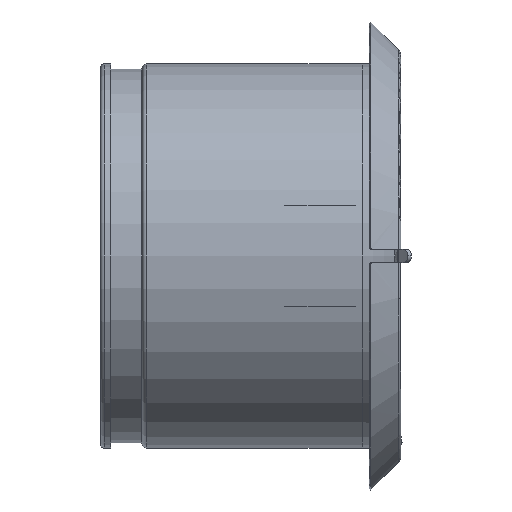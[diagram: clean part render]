
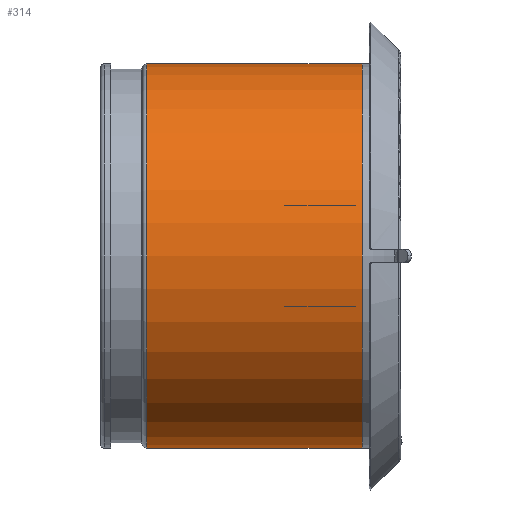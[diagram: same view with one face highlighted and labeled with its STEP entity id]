
A CAD part, left-side view. The second image highlights one B-rep face of the part: STEP entity #314.
In plain terms, the highlighted cylindrical face has radius 73.5 mm (diameter 147 mm), a partial arc.
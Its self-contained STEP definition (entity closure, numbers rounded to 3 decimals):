
#314=ADVANCED_FACE('',(#850),#851,.T.);
#850=FACE_OUTER_BOUND('',#1421,.T.);
#851=CYLINDRICAL_SURFACE('',#1422,73.5);
#1421=EDGE_LOOP('',(#4019,#4020,#4021,#4022));
#1422=AXIS2_PLACEMENT_3D('',#4023,#4024,#4025);
#4019=ORIENTED_EDGE('',*,*,#5067,.F.);
#4020=ORIENTED_EDGE('',*,*,#5069,.T.);
#4021=ORIENTED_EDGE('',*,*,#5068,.T.);
#4022=ORIENTED_EDGE('',*,*,#5106,.F.);
#4023=CARTESIAN_POINT('',(-60.0,212.095,-0.699));
#4024=DIRECTION('',(0.0,1.0,0.0));
#4025=DIRECTION('',(0.0,0.0,1.0));
#5067=EDGE_CURVE('',#6514,#6506,#6516,.T.);
#5068=EDGE_CURVE('',#6513,#6505,#6517,.T.);
#5069=EDGE_CURVE('',#6514,#6513,#6518,.T.);
#5106=EDGE_CURVE('',#6506,#6505,#6577,.T.);
#6505=VERTEX_POINT('',#8506);
#6506=VERTEX_POINT('',#8507);
#6513=VERTEX_POINT('',#8514);
#6514=VERTEX_POINT('',#8515);
#6516=LINE('',#8517,#8518);
#6517=LINE('',#8519,#8520);
#6518=CIRCLE('',#8521,73.5);
#6577=CIRCLE('',#8655,73.5);
#8506=CARTESIAN_POINT('',(-60.0,195.565,72.801));
#8507=CARTESIAN_POINT('',(-60.0,195.565,-74.199));
#8514=CARTESIAN_POINT('',(-60.0,113.265,72.801));
#8515=CARTESIAN_POINT('',(-60.0,113.265,-74.199));
#8517=CARTESIAN_POINT('',(-60.0,212.095,-74.199));
#8518=VECTOR('',#10293,1000.0);
#8519=CARTESIAN_POINT('',(-60.0,212.095,72.801));
#8520=VECTOR('',#10294,1000.0);
#8521=AXIS2_PLACEMENT_3D('',#10295,#10296,#10297);
#8655=AXIS2_PLACEMENT_3D('',#10355,#10356,#10357);
#10293=DIRECTION('',(0.0,1.0,0.0));
#10294=DIRECTION('',(0.0,1.0,0.0));
#10295=CARTESIAN_POINT('',(-60.0,113.265,-0.699));
#10296=DIRECTION('',(0.0,1.0,0.0));
#10297=DIRECTION('',(0.0,0.0,1.0));
#10355=CARTESIAN_POINT('',(-60.0,195.565,-0.699));
#10356=DIRECTION('',(0.0,1.0,0.0));
#10357=DIRECTION('',(0.0,0.0,1.0));
